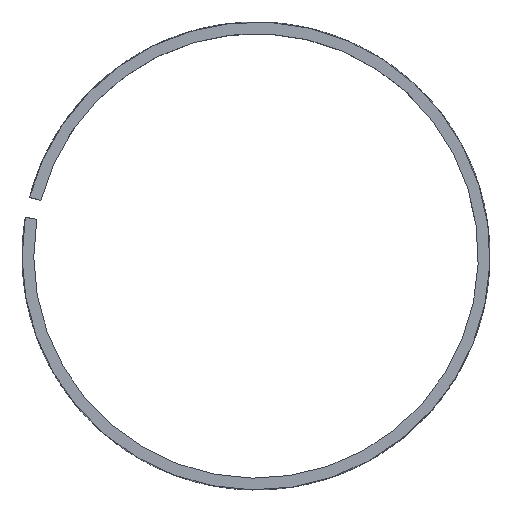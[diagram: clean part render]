
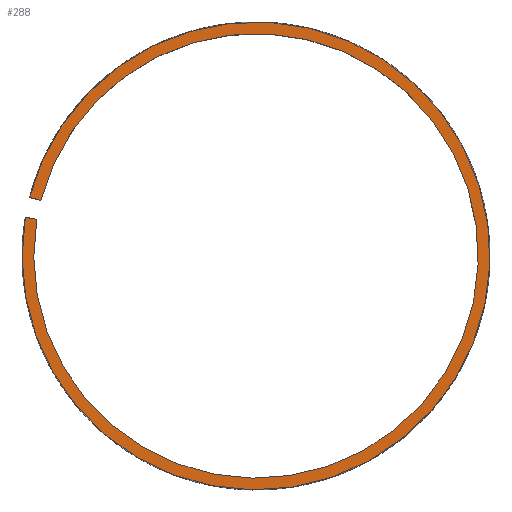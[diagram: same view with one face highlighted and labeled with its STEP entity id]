
A CAD part, top view. The second image highlights one B-rep face of the part: STEP entity #288.
In plain terms, the highlighted planar face has unit normal (0, 0, 1).
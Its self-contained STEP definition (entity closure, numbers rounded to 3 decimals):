
#288 = ADVANCED_FACE( '', ( #590 ), #591, .T. );
#590 = FACE_OUTER_BOUND( '', #903, .T. );
#591 = PLANE( '', #904 );
#903 = EDGE_LOOP( '', ( #1763, #1764, #1765, #1766 ) );
#904 = AXIS2_PLACEMENT_3D( '', #1767, #1768, #1769 );
#1763 = ORIENTED_EDGE( '', *, *, #2329, .T. );
#1764 = ORIENTED_EDGE( '', *, *, #2341, .T. );
#1765 = ORIENTED_EDGE( '', *, *, #2289, .T. );
#1766 = ORIENTED_EDGE( '', *, *, #2189, .F. );
#1767 = CARTESIAN_POINT( '', ( 0., 0., 9.502 ) );
#1768 = DIRECTION( '', ( 0., 0., 1. ) );
#1769 = DIRECTION( '', ( 1., 0., 0. ) );
#2189 = EDGE_CURVE( '', #2737, #2739, #2740, .T. );
#2289 = EDGE_CURVE( '', #2876, #2739, #2877, .T. );
#2329 = EDGE_CURVE( '', #2737, #2926, #2928, .T. );
#2341 = EDGE_CURVE( '', #2926, #2876, #2942, .T. );
#2737 = VERTEX_POINT( '', #3394 );
#2739 = VERTEX_POINT( '', #3397 );
#2740 = CIRCLE( '', #3398, 48.65 );
#2876 = VERTEX_POINT( '', #3571 );
#2877 = LINE( '', #3572, #3573 );
#2926 = VERTEX_POINT( '', #3635 );
#2928 = LINE( '', #3638, #3639 );
#2942 = CIRCLE( '', #3654, 51.21 );
#3394 = CARTESIAN_POINT( '', ( -47.982, 8.029, 9.502 ) );
#3397 = CARTESIAN_POINT( '', ( -47.1, 12.181, 9.502 ) );
#3398 = AXIS2_PLACEMENT_3D( '', #4120, #4121, #4122 );
#3571 = CARTESIAN_POINT( '', ( -49.579, 12.822, 9.502 ) );
#3572 = CARTESIAN_POINT( '', ( -49.579, 12.822, 9.502 ) );
#3573 = VECTOR( '', #4253, 1000. );
#3635 = CARTESIAN_POINT( '', ( -50.508, 8.452, 9.502 ) );
#3638 = CARTESIAN_POINT( '', ( -47.982, 8.029, 9.502 ) );
#3639 = VECTOR( '', #4304, 1000. );
#3654 = AXIS2_PLACEMENT_3D( '', #4327, #4328, #4329 );
#4120 = CARTESIAN_POINT( '', ( 0., 0., 9.502 ) );
#4121 = DIRECTION( '', ( 0., 0., 1. ) );
#4122 = DIRECTION( '', ( 1., 0., 0. ) );
#4253 = DIRECTION( '', ( 0.968, -0.25, 0. ) );
#4304 = DIRECTION( '', ( -0.986, 0.165, 0. ) );
#4327 = CARTESIAN_POINT( '', ( 0., 0., 9.502 ) );
#4328 = DIRECTION( '', ( 0., 0., 1. ) );
#4329 = DIRECTION( '', ( 1., 0., 0. ) );
